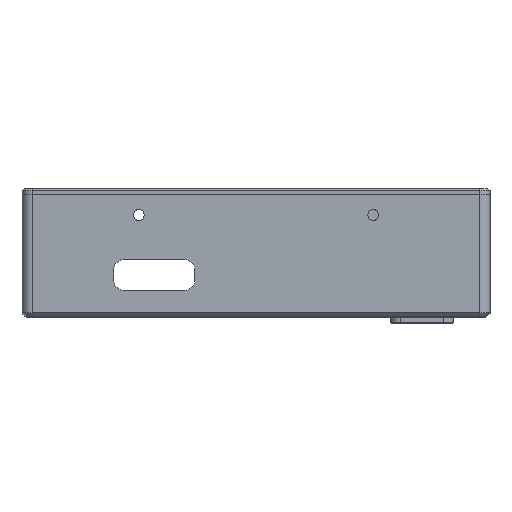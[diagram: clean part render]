
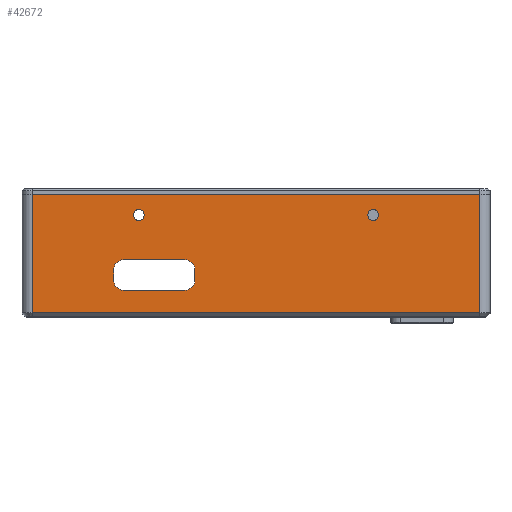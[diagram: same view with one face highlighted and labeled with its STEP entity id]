
A CAD part, top view. The second image highlights one B-rep face of the part: STEP entity #42672.
In plain terms, the highlighted planar face has unit normal (0, 0, 1).
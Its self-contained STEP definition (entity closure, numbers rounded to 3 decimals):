
#431=FACE_BOUND('',#7500,.T.);
#432=FACE_BOUND('',#7501,.T.);
#433=FACE_BOUND('',#7502,.T.);
#2405=CIRCLE('',#46271,5.);
#2407=CIRCLE('',#46275,5.);
#2409=CIRCLE('',#46279,5.);
#2411=CIRCLE('',#46283,5.);
#2592=CIRCLE('',#46567,2.7);
#2593=CIRCLE('',#46568,2.7);
#4729=FACE_OUTER_BOUND('',#7499,.T.);
#7499=EDGE_LOOP('',(#32550,#32551,#32552,#32553));
#7500=EDGE_LOOP('',(#32554,#32555,#32556,#32557,#32558,#32559,#32560,#32561));
#7501=EDGE_LOOP('',(#32562));
#7502=EDGE_LOOP('',(#32563));
#10794=LINE('',#68960,#14877);
#10800=LINE('',#68975,#14883);
#10804=LINE('',#68987,#14887);
#10807=LINE('',#68996,#14890);
#11039=LINE('',#70359,#15122);
#11040=LINE('',#70364,#15123);
#11041=LINE('',#70368,#15124);
#11042=LINE('',#70369,#15125);
#14877=VECTOR('',#54170,10.);
#14883=VECTOR('',#54184,10.);
#14887=VECTOR('',#54196,10.);
#14890=VECTOR('',#54207,10.);
#15122=VECTOR('',#54991,10.);
#15123=VECTOR('',#54998,10.);
#15124=VECTOR('',#55003,10.);
#15125=VECTOR('',#55004,10.);
#19495=VERTEX_POINT('',#68950);
#19496=VERTEX_POINT('',#68951);
#19499=VERTEX_POINT('',#68959);
#19501=VERTEX_POINT('',#68965);
#19502=VERTEX_POINT('',#68966);
#19505=VERTEX_POINT('',#68977);
#19506=VERTEX_POINT('',#68978);
#19509=VERTEX_POINT('',#68989);
#19842=VERTEX_POINT('',#70353);
#19843=VERTEX_POINT('',#70357);
#19844=VERTEX_POINT('',#70363);
#19845=VERTEX_POINT('',#70367);
#19846=VERTEX_POINT('',#70370);
#19847=VERTEX_POINT('',#70372);
#23994=EDGE_CURVE('',#19495,#19496,#2405,.T.);
#23998=EDGE_CURVE('',#19499,#19496,#10794,.T.);
#24001=EDGE_CURVE('',#19501,#19502,#2407,.T.);
#24006=EDGE_CURVE('',#19495,#19502,#10800,.T.);
#24007=EDGE_CURVE('',#19505,#19506,#2409,.T.);
#24012=EDGE_CURVE('',#19501,#19506,#10804,.T.);
#24013=EDGE_CURVE('',#19499,#19509,#2411,.T.);
#24017=EDGE_CURVE('',#19505,#19509,#10807,.T.);
#24456=EDGE_CURVE('',#19842,#19843,#11039,.T.);
#24458=EDGE_CURVE('',#19843,#19844,#11040,.T.);
#24460=EDGE_CURVE('',#19845,#19842,#11041,.T.);
#24461=EDGE_CURVE('',#19844,#19845,#11042,.T.);
#24462=EDGE_CURVE('',#19846,#19846,#2592,.T.);
#24463=EDGE_CURVE('',#19847,#19847,#2593,.T.);
#32550=ORIENTED_EDGE('',*,*,#24456,.F.);
#32551=ORIENTED_EDGE('',*,*,#24460,.F.);
#32552=ORIENTED_EDGE('',*,*,#24461,.F.);
#32553=ORIENTED_EDGE('',*,*,#24458,.F.);
#32554=ORIENTED_EDGE('',*,*,#24006,.T.);
#32555=ORIENTED_EDGE('',*,*,#24001,.F.);
#32556=ORIENTED_EDGE('',*,*,#24012,.T.);
#32557=ORIENTED_EDGE('',*,*,#24007,.F.);
#32558=ORIENTED_EDGE('',*,*,#24017,.T.);
#32559=ORIENTED_EDGE('',*,*,#24013,.F.);
#32560=ORIENTED_EDGE('',*,*,#23998,.T.);
#32561=ORIENTED_EDGE('',*,*,#23994,.F.);
#32562=ORIENTED_EDGE('',*,*,#24462,.T.);
#32563=ORIENTED_EDGE('',*,*,#24463,.T.);
#41074=PLANE('',#46566);
#42672=ADVANCED_FACE('',(#4729,#431,#432,#433),#41074,.T.);
#46271=AXIS2_PLACEMENT_3D('',#68952,#54162,#54163);
#46275=AXIS2_PLACEMENT_3D('',#68967,#54175,#54176);
#46279=AXIS2_PLACEMENT_3D('',#68979,#54187,#54188);
#46283=AXIS2_PLACEMENT_3D('',#68990,#54199,#54200);
#46566=AXIS2_PLACEMENT_3D('',#70366,#55001,#55002);
#46567=AXIS2_PLACEMENT_3D('',#70371,#55005,#55006);
#46568=AXIS2_PLACEMENT_3D('',#70373,#55007,#55008);
#54162=DIRECTION('center_axis',(0.,0.,1.));
#54163=DIRECTION('ref_axis',(-0.707,-0.707,0.));
#54170=DIRECTION('',(-1.,0.,0.));
#54175=DIRECTION('center_axis',(0.,0.,1.));
#54176=DIRECTION('ref_axis',(-0.707,0.707,0.));
#54184=DIRECTION('',(0.,1.,0.));
#54187=DIRECTION('center_axis',(0.,0.,1.));
#54188=DIRECTION('ref_axis',(0.707,0.707,0.));
#54196=DIRECTION('',(1.,0.,0.));
#54199=DIRECTION('center_axis',(0.,0.,1.));
#54200=DIRECTION('ref_axis',(0.707,-0.707,0.));
#54207=DIRECTION('',(0.,-1.,0.));
#54991=DIRECTION('',(-1.,0.,0.));
#54998=DIRECTION('',(0.,1.,0.));
#55001=DIRECTION('center_axis',(0.,0.,1.));
#55002=DIRECTION('ref_axis',(-1.,0.,0.));
#55003=DIRECTION('',(0.,-1.,0.));
#55004=DIRECTION('',(1.,0.,0.));
#55005=DIRECTION('center_axis',(0.,0.,-1.));
#55006=DIRECTION('ref_axis',(-1.,0.,0.));
#55007=DIRECTION('center_axis',(0.,0.,-1.));
#55008=DIRECTION('ref_axis',(-1.,0.,0.));
#68950=CARTESIAN_POINT('',(-75.,15.,100.));
#68951=CARTESIAN_POINT('',(-70.,10.,100.));
#68952=CARTESIAN_POINT('Origin',(-70.,15.,100.));
#68959=CARTESIAN_POINT('',(-40.,10.,100.));
#68960=CARTESIAN_POINT('',(37.5,10.,100.));
#68965=CARTESIAN_POINT('',(-70.,25.,100.));
#68966=CARTESIAN_POINT('',(-75.,20.,100.));
#68967=CARTESIAN_POINT('Origin',(-70.,20.,100.));
#68975=CARTESIAN_POINT('',(-75.,5.,100.));
#68977=CARTESIAN_POINT('',(-35.,20.,100.));
#68978=CARTESIAN_POINT('',(-40.,25.,100.));
#68979=CARTESIAN_POINT('Origin',(-40.,20.,100.));
#68987=CARTESIAN_POINT('',(17.5,25.,100.));
#68989=CARTESIAN_POINT('',(-35.,15.,100.));
#68990=CARTESIAN_POINT('Origin',(-40.,15.,100.));
#68996=CARTESIAN_POINT('',(-35.,12.5,100.));
#70353=CARTESIAN_POINT('',(105.,-1.,100.));
#70357=CARTESIAN_POINT('',(-115.,-1.,100.));
#70359=CARTESIAN_POINT('',(52.5,-1.,100.));
#70363=CARTESIAN_POINT('',(-115.,57.,100.));
#70364=CARTESIAN_POINT('',(-115.,0.,100.));
#70366=CARTESIAN_POINT('Origin',(110.,0.,100.));
#70367=CARTESIAN_POINT('',(105.,57.,100.));
#70368=CARTESIAN_POINT('',(105.,0.,100.));
#70369=CARTESIAN_POINT('',(-120.,57.,100.));
#70370=CARTESIAN_POINT('',(55.3,47.,100.));
#70371=CARTESIAN_POINT('Origin',(52.6,47.,100.));
#70372=CARTESIAN_POINT('',(-59.9,47.,100.));
#70373=CARTESIAN_POINT('Origin',(-62.6,47.,100.));
